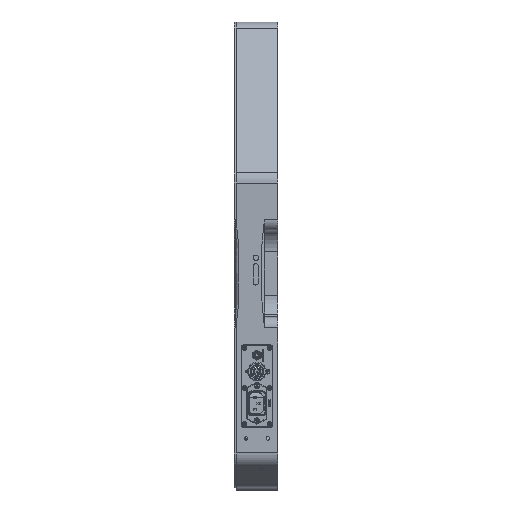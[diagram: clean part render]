
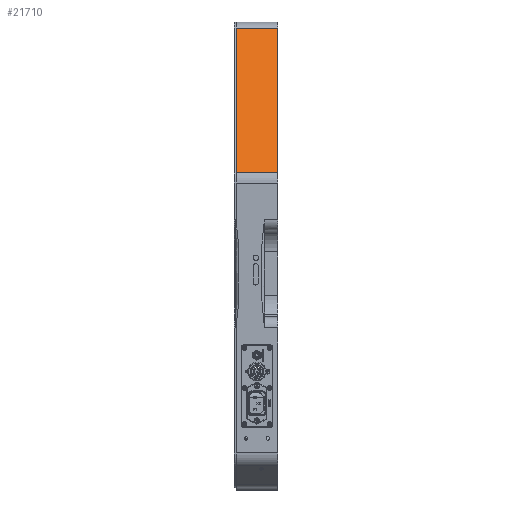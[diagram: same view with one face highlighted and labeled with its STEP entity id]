
A CAD part, left-side view. The second image highlights one B-rep face of the part: STEP entity #21710.
In plain terms, the highlighted planar face has unit normal (-0.787, 0, 0.617).
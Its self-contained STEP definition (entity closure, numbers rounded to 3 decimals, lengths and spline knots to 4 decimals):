
#1758 = EDGE_CURVE ( 'NONE', #37834, #49918, #4871, .T. ) ;
#3522 = ORIENTED_EDGE ( 'NONE', *, *, #41175, .T. ) ;
#4871 = LINE ( 'NONE', #45416, #66532 ) ;
#4961 = CARTESIAN_POINT ( 'NONE',  ( -5.5937, 0.55, 7.9499 ) ) ;
#6894 = EDGE_CURVE ( 'NONE', #37834, #67540, #77740, .T. ) ;
#8771 = EDGE_LOOP ( 'NONE', ( #84599, #3522, #60428, #79784 ) ) ;
#13854 = CARTESIAN_POINT ( 'NONE',  ( -10.7535, -1.35, 1.362 ) ) ;
#15305 = DIRECTION ( 'NONE',  ( -0.617, 0., -0.787 ) ) ;
#21710 = ADVANCED_FACE ( 'NONE', ( #22196 ), #100010, .F. ) ;
#22196 = FACE_OUTER_BOUND ( 'NONE', #8771, .T. ) ;
#26060 = VECTOR ( 'NONE', #90809, 39.3701 ) ;
#28271 = CARTESIAN_POINT ( 'NONE',  ( -10.7535, 0.55, 1.362 ) ) ;
#34638 = VECTOR ( 'NONE', #73856, 39.3701 ) ;
#35643 = DIRECTION ( 'NONE',  ( 0., 1., 0. ) ) ;
#37834 = VERTEX_POINT ( 'NONE', #85881 ) ;
#41175 = EDGE_CURVE ( 'NONE', #89837, #49918, #64761, .T. ) ;
#44029 = AXIS2_PLACEMENT_3D ( 'NONE', #53759, #61558, #15305 ) ;
#44173 = CARTESIAN_POINT ( 'NONE',  ( -5.5937, 0.55, 7.9499 ) ) ;
#45416 = CARTESIAN_POINT ( 'NONE',  ( -5.3684, -1.35, 8.2375 ) ) ;
#49918 = VERTEX_POINT ( 'NONE', #54587 ) ;
#53759 = CARTESIAN_POINT ( 'NONE',  ( -5.3684, -1.35, 8.2375 ) ) ;
#54587 = CARTESIAN_POINT ( 'NONE',  ( -10.7535, -1.35, 1.362 ) ) ;
#59644 = VECTOR ( 'NONE', #35643, 39.3701 ) ;
#60428 = ORIENTED_EDGE ( 'NONE', *, *, #1758, .F. ) ;
#61558 = DIRECTION ( 'NONE',  ( 0.787, 0., -0.617 ) ) ;
#63885 = EDGE_CURVE ( 'NONE', #67540, #89837, #98722, .T. ) ;
#64761 = LINE ( 'NONE', #13854, #26060 ) ;
#66096 = CARTESIAN_POINT ( 'NONE',  ( -5.3684, 0.55, 8.2375 ) ) ;
#66532 = VECTOR ( 'NONE', #91856, 39.3701 ) ;
#67540 = VERTEX_POINT ( 'NONE', #44173 ) ;
#73856 = DIRECTION ( 'NONE',  ( -0.617, 0., -0.787 ) ) ;
#77740 = LINE ( 'NONE', #4961, #59644 ) ;
#79784 = ORIENTED_EDGE ( 'NONE', *, *, #6894, .T. ) ;
#84599 = ORIENTED_EDGE ( 'NONE', *, *, #63885, .T. ) ;
#85881 = CARTESIAN_POINT ( 'NONE',  ( -5.5937, -1.35, 7.9499 ) ) ;
#89837 = VERTEX_POINT ( 'NONE', #28271 ) ;
#90809 = DIRECTION ( 'NONE',  ( 0., -1., 0. ) ) ;
#91856 = DIRECTION ( 'NONE',  ( -0.617, 0., -0.787 ) ) ;
#98722 = LINE ( 'NONE', #66096, #34638 ) ;
#100010 = PLANE ( 'NONE',  #44029 ) ;
